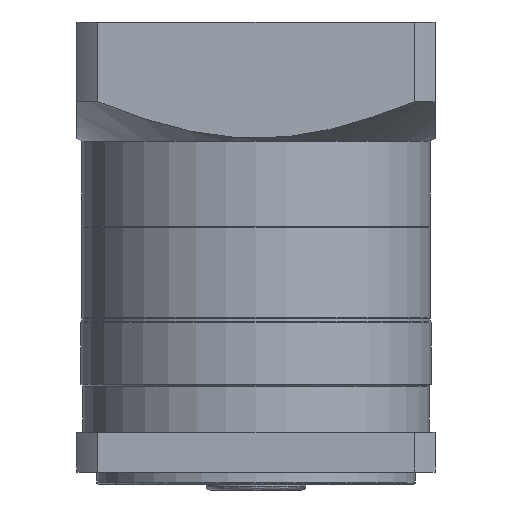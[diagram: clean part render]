
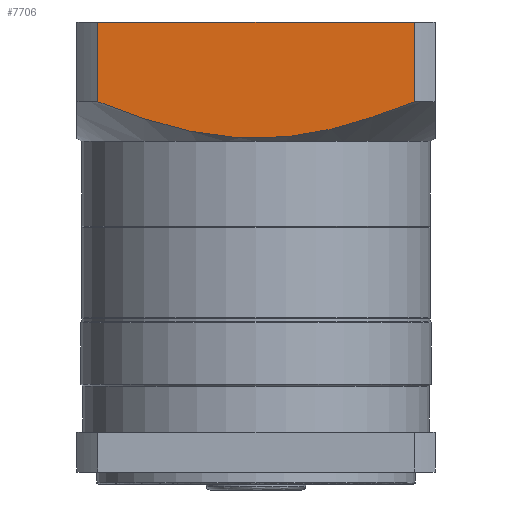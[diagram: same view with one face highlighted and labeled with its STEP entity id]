
A CAD part, front view. The second image highlights one B-rep face of the part: STEP entity #7706.
In plain terms, the highlighted planar face has unit normal (0, -1, 0).
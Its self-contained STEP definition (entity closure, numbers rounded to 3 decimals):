
#324 = EDGE_CURVE ( 'NONE', #18727, #40176, #13708, .T. ) ;
#1070 = EDGE_CURVE ( 'NONE', #2630, #37780, #5911, .T. ) ;
#1325 = CARTESIAN_POINT ( 'NONE',  ( 39.686, -45., 0. ) ) ;
#2192 = CARTESIAN_POINT ( 'NONE',  ( -7.133, -45., 28.957 ) ) ;
#2278 = CARTESIAN_POINT ( 'NONE',  ( -39.686, -45., 55. ) ) ;
#2481 = CARTESIAN_POINT ( 'NONE',  ( -23.69, -45., 25.682 ) ) ;
#2630 = VERTEX_POINT ( 'NONE', #41896 ) ;
#5394 = ORIENTED_EDGE ( 'NONE', *, *, #1070, .F. ) ;
#5911 = LINE ( 'NONE', #21663, #22092 ) ;
#6681 = CARTESIAN_POINT ( 'NONE',  ( 28.376, -45., 24.195 ) ) ;
#6813 = EDGE_LOOP ( 'NONE', ( #29866, #30671, #35238, #5394 ) ) ;
#7706 = ADVANCED_FACE ( 'NONE', ( #31603 ), #23488, .F. ) ;
#7972 = DIRECTION ( 'NONE',  ( 0., 0., 1. ) ) ;
#10004 = CARTESIAN_POINT ( 'NONE',  ( 36.491, -45., 21.301 ) ) ;
#13508 = CARTESIAN_POINT ( 'NONE',  ( 21.768, -45., 26.175 ) ) ;
#13708 = LINE ( 'NONE', #33303, #33102 ) ;
#15920 = CARTESIAN_POINT ( 'NONE',  ( 3.186, -45., 29.181 ) ) ;
#16055 = CARTESIAN_POINT ( 'NONE',  ( 6.614, -45., 28.953 ) ) ;
#16518 = CARTESIAN_POINT ( 'NONE',  ( -26.924, -45., 24.694 ) ) ;
#17061 = B_SPLINE_CURVE_WITH_KNOTS ( 'NONE', 3,
 ( #43560, #19778, #40119, #16518, #2481, #33098, #36536, #2192, #29758, #26415, #15920, #16055, #19330, #22813, #26274, #13508, #20233, #23684, #6681, #40715, #10004, #41162 ),
 .UNSPECIFIED., .F., .F.,
 ( 4, 2, 2, 2, 2, 2, 2, 2, 2, 2, 4 ),
 ( -0.041, -0.031, -0.021, -0.011, 0., 0.005, 0.01, 0.02, 0.025, 0.031, 0.041 ),
 .UNSPECIFIED. ) ;
#18727 = VERTEX_POINT ( 'NONE', #37769 ) ;
#19330 = CARTESIAN_POINT ( 'NONE',  ( 8.319, -45., 28.78 ) ) ;
#19778 = CARTESIAN_POINT ( 'NONE',  ( -36.522, -45., 21.288 ) ) ;
#19884 = DIRECTION ( 'NONE',  ( -1., 0., 0. ) ) ;
#20159 = EDGE_CURVE ( 'NONE', #37780, #18727, #17061, .T. ) ;
#20233 = CARTESIAN_POINT ( 'NONE',  ( 23.43, -45., 25.715 ) ) ;
#21663 = CARTESIAN_POINT ( 'NONE',  ( -39.686, -45., 55. ) ) ;
#22092 = VECTOR ( 'NONE', #7972, 1000. ) ;
#22607 = CARTESIAN_POINT ( 'NONE',  ( 0., -45., 0. ) ) ;
#22813 = CARTESIAN_POINT ( 'NONE',  ( 13.409, -45., 28.1 ) ) ;
#23488 = PLANE ( 'NONE',  #40796 ) ;
#23684 = CARTESIAN_POINT ( 'NONE',  ( 26.735, -45., 24.724 ) ) ;
#26274 = CARTESIAN_POINT ( 'NONE',  ( 16.768, -45., 27.43 ) ) ;
#26361 = DIRECTION ( 'NONE',  ( 0., 1., 0. ) ) ;
#26415 = CARTESIAN_POINT ( 'NONE',  ( 1.461, -45., 29.237 ) ) ;
#29758 = CARTESIAN_POINT ( 'NONE',  ( -3.73, -45., 29.218 ) ) ;
#29866 = ORIENTED_EDGE ( 'NONE', *, *, #44341, .T. ) ;
#29869 = DIRECTION ( 'NONE',  ( 1., 0., 0. ) ) ;
#30671 = ORIENTED_EDGE ( 'NONE', *, *, #324, .F. ) ;
#31603 = FACE_OUTER_BOUND ( 'NONE', #6813, .T. ) ;
#32405 = DIRECTION ( 'NONE',  ( 0., 0., -1. ) ) ;
#33098 = CARTESIAN_POINT ( 'NONE',  ( -17.149, -45., 27.345 ) ) ;
#33102 = VECTOR ( 'NONE', #32405, 1000. ) ;
#33303 = CARTESIAN_POINT ( 'NONE',  ( 39.686, -45., 55. ) ) ;
#33850 = VECTOR ( 'NONE', #29869, 1000. ) ;
#35238 = ORIENTED_EDGE ( 'NONE', *, *, #20159, .F. ) ;
#36414 = CARTESIAN_POINT ( 'NONE',  ( -39.686, -45., 20. ) ) ;
#36536 = CARTESIAN_POINT ( 'NONE',  ( -13.843, -45., 28.02 ) ) ;
#37769 = CARTESIAN_POINT ( 'NONE',  ( 39.686, -45., 20. ) ) ;
#37780 = VERTEX_POINT ( 'NONE', #36414 ) ;
#40119 = CARTESIAN_POINT ( 'NONE',  ( -33.34, -45., 22.498 ) ) ;
#40176 = VERTEX_POINT ( 'NONE', #1325 ) ;
#40715 = CARTESIAN_POINT ( 'NONE',  ( 33.269, -45., 22.525 ) ) ;
#40796 = AXIS2_PLACEMENT_3D ( 'NONE', #2278, #26361, #19884 ) ;
#41162 = CARTESIAN_POINT ( 'NONE',  ( 39.686, -45., 20. ) ) ;
#41896 = CARTESIAN_POINT ( 'NONE',  ( -39.686, -45., 0. ) ) ;
#42944 = LINE ( 'NONE', #22607, #33850 ) ;
#43560 = CARTESIAN_POINT ( 'NONE',  ( -39.686, -45., 20. ) ) ;
#44341 = EDGE_CURVE ( 'NONE', #2630, #40176, #42944, .T. ) ;
